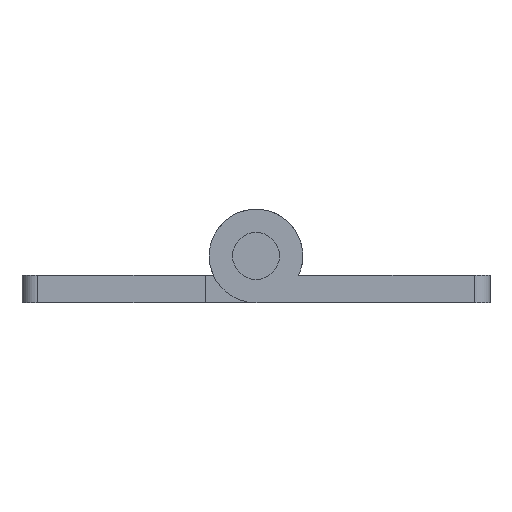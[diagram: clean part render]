
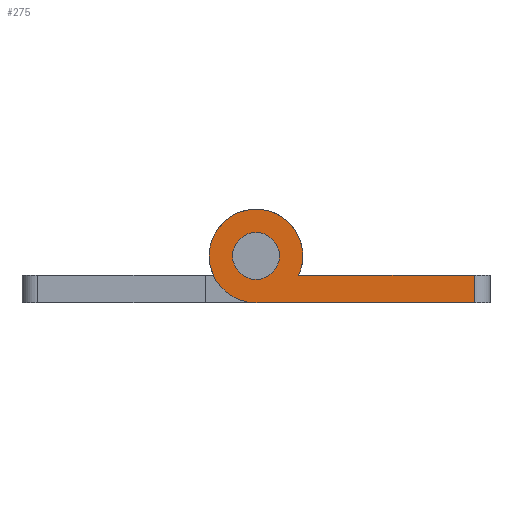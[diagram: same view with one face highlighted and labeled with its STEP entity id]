
A CAD part, front view. The second image highlights one B-rep face of the part: STEP entity #275.
In plain terms, the highlighted planar face has unit normal (0, -1, 0).
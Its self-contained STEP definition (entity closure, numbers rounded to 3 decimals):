
#164 = VERTEX_POINT ( 'NONE', #1657 ) ;
#166 = EDGE_CURVE ( 'NONE', #233, #164, #1656, .T. ) ;
#203 = EDGE_CURVE ( 'NONE', #164, #233, #1621, .T. ) ;
#233 = VERTEX_POINT ( 'NONE', #1559 ) ;
#275 = ADVANCED_FACE ( 'NONE', ( #1777, #1776 ), #1974, .F. ) ;
#279 = ORIENTED_EDGE ( 'NONE', *, *, #280, .F. ) ;
#280 = EDGE_CURVE ( 'NONE', #295, #299, #1892, .T. ) ;
#281 = ORIENTED_EDGE ( 'NONE', *, *, #282, .F. ) ;
#282 = EDGE_CURVE ( 'NONE', #298, #295, #1888, .T. ) ;
#283 = EDGE_LOOP ( 'NONE', ( #328, #329 ) ) ;
#291 = EDGE_LOOP ( 'NONE', ( #292, #293, #279, #281 ) ) ;
#292 = ORIENTED_EDGE ( 'NONE', *, *, #296, .F. ) ;
#293 = ORIENTED_EDGE ( 'NONE', *, *, #294, .T. ) ;
#294 = EDGE_CURVE ( 'NONE', #297, #299, #1988, .T. ) ;
#295 = VERTEX_POINT ( 'NONE', #1984 ) ;
#296 = EDGE_CURVE ( 'NONE', #297, #298, #1859, .T. ) ;
#297 = VERTEX_POINT ( 'NONE', #1855 ) ;
#298 = VERTEX_POINT ( 'NONE', #1854 ) ;
#299 = VERTEX_POINT ( 'NONE', #1853 ) ;
#328 = ORIENTED_EDGE ( 'NONE', *, *, #166, .T. ) ;
#329 = ORIENTED_EDGE ( 'NONE', *, *, #203, .T. ) ;
#1559 = CARTESIAN_POINT ( 'NONE',  ( 0., -50., -3. ) ) ;
#1618 = DIRECTION ( 'NONE',  ( 0., 0., 1. ) ) ;
#1619 = DIRECTION ( 'NONE',  ( 0., 1., 0. ) ) ;
#1620 = AXIS2_PLACEMENT_3D ( 'NONE', #1627, #1619, #1618 ) ;
#1621 = CIRCLE ( 'NONE', #1620, 3. ) ;
#1627 = CARTESIAN_POINT ( 'NONE',  ( 0., -50., 0. ) ) ;
#1652 = DIRECTION ( 'NONE',  ( 0., 0., 1. ) ) ;
#1653 = DIRECTION ( 'NONE',  ( 0., 1., 0. ) ) ;
#1654 = CARTESIAN_POINT ( 'NONE',  ( 0., -50., 0. ) ) ;
#1655 = AXIS2_PLACEMENT_3D ( 'NONE', #1654, #1653, #1652 ) ;
#1656 = CIRCLE ( 'NONE', #1655, 3. ) ;
#1657 = CARTESIAN_POINT ( 'NONE',  ( 0., -50., 3. ) ) ;
#1776 = FACE_BOUND ( 'NONE', #283, .T. ) ;
#1777 = FACE_OUTER_BOUND ( 'NONE', #291, .T. ) ;
#1853 = CARTESIAN_POINT ( 'NONE',  ( 28., -50., -2.5 ) ) ;
#1854 = CARTESIAN_POINT ( 'NONE',  ( 0., -50., -6. ) ) ;
#1855 = CARTESIAN_POINT ( 'NONE',  ( 28., -50., -6. ) ) ;
#1856 = DIRECTION ( 'NONE',  ( -1., 0., 0. ) ) ;
#1857 = VECTOR ( 'NONE', #1856, 1000. ) ;
#1858 = CARTESIAN_POINT ( 'NONE',  ( 30., -50., -6. ) ) ;
#1859 = LINE ( 'NONE', #1858, #1857 ) ;
#1888 = CIRCLE ( 'NONE', #2022, 6. ) ;
#1889 = DIRECTION ( 'NONE',  ( 1., 0., 0. ) ) ;
#1890 = VECTOR ( 'NONE', #1889, 1000. ) ;
#1891 = CARTESIAN_POINT ( 'NONE',  ( 5.454, -50., -2.5 ) ) ;
#1892 = LINE ( 'NONE', #1891, #1890 ) ;
#1970 = DIRECTION ( 'NONE',  ( 0., 0., 1. ) ) ;
#1971 = DIRECTION ( 'NONE',  ( 0., 1., 0. ) ) ;
#1972 = CARTESIAN_POINT ( 'NONE',  ( 0., -50., 0. ) ) ;
#1973 = AXIS2_PLACEMENT_3D ( 'NONE', #1972, #1971, #1970 ) ;
#1974 = PLANE ( 'NONE',  #1973 ) ;
#1984 = CARTESIAN_POINT ( 'NONE',  ( 5.454, -50., -2.5 ) ) ;
#1985 = DIRECTION ( 'NONE',  ( 0., 0., 1. ) ) ;
#1986 = VECTOR ( 'NONE', #1985, 1000. ) ;
#1987 = CARTESIAN_POINT ( 'NONE',  ( 28., -50., 0. ) ) ;
#1988 = LINE ( 'NONE', #1987, #1986 ) ;
#2019 = DIRECTION ( 'NONE',  ( 0., 0., 1. ) ) ;
#2020 = DIRECTION ( 'NONE',  ( 0., 1., 0. ) ) ;
#2021 = CARTESIAN_POINT ( 'NONE',  ( 0., -50., 0. ) ) ;
#2022 = AXIS2_PLACEMENT_3D ( 'NONE', #2021, #2020, #2019 ) ;
